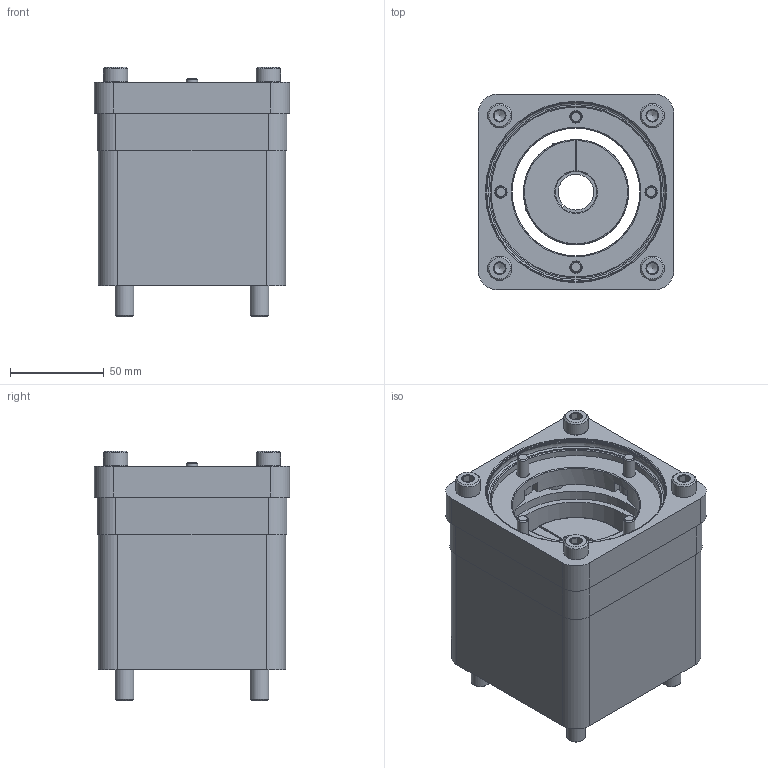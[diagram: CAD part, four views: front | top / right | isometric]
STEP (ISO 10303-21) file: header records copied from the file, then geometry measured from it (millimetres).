
FILE_DESCRIPTION(/* description */ ('STEP AP214'),/* implementation_level */ '2;1');
FILE_NAME(/* name */ '8110063_EAMM-A-D80-90GA',/* time_stamp */ '2024-08-27T00:44:43+02:00',/* author */ ('License CC BY-ND 4.0'),/* organization */ ('CADENAS'),/* preprocessor_version */ 'ST-DEVELOPER v19.3',/* originating_system */ 'PARTsolutions',/* authorisation */ ' ');
FILE_SCHEMA (('AUTOMOTIVE_DESIGN {1 0 10303 214 3 1 1}'));
Length unit declared in the file: millimetre
Products named in the file (9): 8110063 EAMM-A-D80-90GA; 1593627 EAMK-A-D80-77A---(1O); DIN-912 - M10x70(F); 8099430 EAMC-56-58-19-22; 2933286 EAMF-A-77A-80G-S1(1A10); 8123117 EAMF-U-100A-90GA-S1---(ADAX); ISO-4762 M6x16; ISO-4762 M8x30; ISO-4762 M6x20
Assembly tree (20 placements, depth 2):
  8110063 EAMM-A-D80-90GA
    1593627 EAMK-A-D80-77A---(1O)
    DIN-912 - M10x70(F)  x4
    8099430 EAMC-56-58-19-22
    2933286 EAMF-A-77A-80G-S1(1A10)
    8123117 EAMF-U-100A-90GA-S1---(ADAX)
    ISO-4762 M6x16  x4
    ISO-4762 M8x30  x4
    ISO-4762 M6x20  x4
Bounding box: 104 x 104 x 133 mm (x, y, z)
Volume: 703083.9 mm3; surface area: 176416.3 mm2
Topology: 20 solids, 21 shells, 718 faces, 1751 edges, 1089 vertices
Faces by surface type: plane 332, cone 205, cylinder 171, torus 10
Full cylindrical faces by diameter (mm): 4.917 x4, 6 x13, 6.6 x8, 6.647 x4, 8 x4, 9 x4, 10 x14, 10.1 x4, 11 x2, 13 x4, 16 x4, 17 x4, 26.2 x1, 68 x1, 71 x1, 77 x2, 80 x1, 90.5 x1, 95 x2
Entity records: 12628 total; most frequent: CARTESIAN_POINT 2132, DIRECTION 2032, ORIENTED_EDGE 1734, EDGE_CURVE 867, AXIS2_PLACEMENT_3D 809, VERTEX_POINT 621, FACE_BOUND 572, EDGE_LOOP 560
